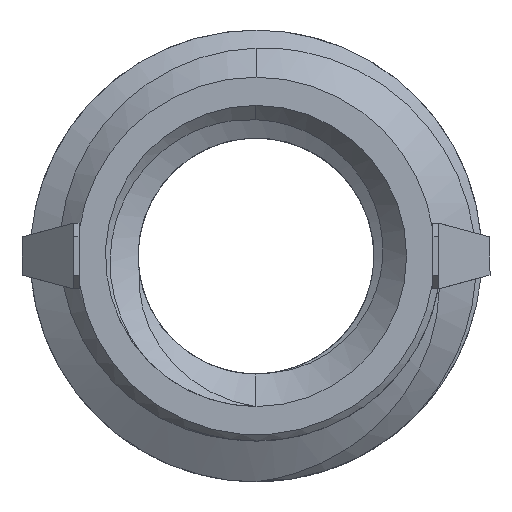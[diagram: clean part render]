
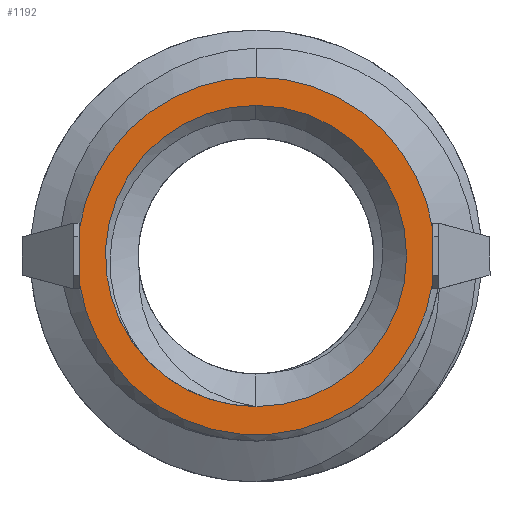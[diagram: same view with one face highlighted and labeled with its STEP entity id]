
A CAD part, front view. The second image highlights one B-rep face of the part: STEP entity #1192.
In plain terms, the highlighted planar face has unit normal (0, -1, 0).
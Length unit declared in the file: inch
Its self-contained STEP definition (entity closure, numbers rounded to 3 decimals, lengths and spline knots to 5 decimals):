
#108 = ORIENTED_EDGE ( 'NONE', *, *, #11961, .T. ) ;
#430 = ORIENTED_EDGE ( 'NONE', *, *, #12807, .T. ) ;
#702 = CARTESIAN_POINT ( 'NONE',  ( 0., -0.375, 0. ) ) ;
#840 = DIRECTION ( 'NONE',  ( 0., 1., 0. ) ) ;
#1023 = AXIS2_PLACEMENT_3D ( 'NONE', #10602, #3690, #2478 ) ;
#1054 = LINE ( 'NONE', #14895, #11699 ) ;
#1192 = ADVANCED_FACE ( 'NONE', ( #4834, #14031 ), #6038, .F. ) ;
#1267 = AXIS2_PLACEMENT_3D ( 'NONE', #1489, #9601, #7714 ) ;
#1272 = ORIENTED_EDGE ( 'NONE', *, *, #8078, .T. ) ;
#1361 = EDGE_CURVE ( 'NONE', #11214, #12586, #3685, .T. ) ;
#1489 = CARTESIAN_POINT ( 'NONE',  ( 0., -0.375, 0. ) ) ;
#1774 = DIRECTION ( 'NONE',  ( 0., 1., 0. ) ) ;
#2122 = DIRECTION ( 'NONE',  ( 0., 0., 1. ) ) ;
#2478 = DIRECTION ( 'NONE',  ( 0., 0., 1. ) ) ;
#2645 = CARTESIAN_POINT ( 'NONE',  ( 0.14691, -0.375, -0.02127 ) ) ;
#2725 = VECTOR ( 'NONE', #13554, 39.37008 ) ;
#2834 = VERTEX_POINT ( 'NONE', #11261 ) ;
#3685 = CIRCLE ( 'NONE', #1267, 0.14844 ) ;
#3690 = DIRECTION ( 'NONE',  ( 0., 1., 0. ) ) ;
#3956 = CARTESIAN_POINT ( 'NONE',  ( 0., -0.375, 0. ) ) ;
#4055 = DIRECTION ( 'NONE',  ( 0., 1., 0. ) ) ;
#4185 = CIRCLE ( 'NONE', #6356, 0.125 ) ;
#4481 = DIRECTION ( 'NONE',  ( 0., -1., 0. ) ) ;
#4788 = EDGE_LOOP ( 'NONE', ( #108, #1272, #6346 ) ) ;
#4834 = FACE_BOUND ( 'NONE', #4788, .T. ) ;
#6038 = PLANE ( 'NONE',  #1023 ) ;
#6305 = DIRECTION ( 'NONE',  ( 0., 0., 1. ) ) ;
#6346 = ORIENTED_EDGE ( 'NONE', *, *, #13262, .T. ) ;
#6356 = AXIS2_PLACEMENT_3D ( 'NONE', #10889, #4055, #14623 ) ;
#6915 = ORIENTED_EDGE ( 'NONE', *, *, #7032, .T. ) ;
#7032 = EDGE_CURVE ( 'NONE', #12586, #9815, #10253, .T. ) ;
#7077 = ORIENTED_EDGE ( 'NONE', *, *, #13628, .T. ) ;
#7194 = VERTEX_POINT ( 'NONE', #8443 ) ;
#7714 = DIRECTION ( 'NONE',  ( 0., 0., 1. ) ) ;
#7779 = EDGE_CURVE ( 'NONE', #8564, #12576, #8568, .T. ) ;
#7824 = AXIS2_PLACEMENT_3D ( 'NONE', #702, #1774, #9812 ) ;
#7848 = AXIS2_PLACEMENT_3D ( 'NONE', #8960, #840, #13448 ) ;
#7959 = CARTESIAN_POINT ( 'NONE',  ( -0.14691, -0.375, -0.02127 ) ) ;
#8042 = CARTESIAN_POINT ( 'NONE',  ( 0., -0.375, 0. ) ) ;
#8078 = EDGE_CURVE ( 'NONE', #2834, #10178, #14396, .T. ) ;
#8107 = CARTESIAN_POINT ( 'NONE',  ( 0., -0.375, -0.125 ) ) ;
#8426 = CARTESIAN_POINT ( 'NONE',  ( 0., -0.375, 0.14844 ) ) ;
#8443 = CARTESIAN_POINT ( 'NONE',  ( -0.08839, -0.375, -0.08839 ) ) ;
#8564 = VERTEX_POINT ( 'NONE', #7959 ) ;
#8568 = CIRCLE ( 'NONE', #11242, 0.14844 ) ;
#8793 = CIRCLE ( 'NONE', #7824, 0.125 ) ;
#8960 = CARTESIAN_POINT ( 'NONE',  ( 0., -0.375, 0. ) ) ;
#9053 = AXIS2_PLACEMENT_3D ( 'NONE', #3956, #14294, #6305 ) ;
#9356 = ORIENTED_EDGE ( 'NONE', *, *, #1361, .T. ) ;
#9601 = DIRECTION ( 'NONE',  ( 0., -1., 0. ) ) ;
#9812 = DIRECTION ( 'NONE',  ( 0., 0., 1. ) ) ;
#9815 = VERTEX_POINT ( 'NONE', #14219 ) ;
#10121 = CARTESIAN_POINT ( 'NONE',  ( -0.14691, -0.375, -0.02734 ) ) ;
#10178 = VERTEX_POINT ( 'NONE', #8107 ) ;
#10253 = CIRCLE ( 'NONE', #9053, 0.14844 ) ;
#10578 = ORIENTED_EDGE ( 'NONE', *, *, #7779, .T. ) ;
#10602 = CARTESIAN_POINT ( 'NONE',  ( 0., -0.375, 0. ) ) ;
#10889 = CARTESIAN_POINT ( 'NONE',  ( 0., -0.375, 0. ) ) ;
#11214 = VERTEX_POINT ( 'NONE', #11929 ) ;
#11242 = AXIS2_PLACEMENT_3D ( 'NONE', #8042, #4481, #11614 ) ;
#11261 = CARTESIAN_POINT ( 'NONE',  ( 0., -0.375, 0.125 ) ) ;
#11420 = LINE ( 'NONE', #10121, #2725 ) ;
#11614 = DIRECTION ( 'NONE',  ( 0., 0., 1. ) ) ;
#11699 = VECTOR ( 'NONE', #2122, 39.37008 ) ;
#11929 = CARTESIAN_POINT ( 'NONE',  ( 0.14691, -0.375, 0.02127 ) ) ;
#11961 = EDGE_CURVE ( 'NONE', #7194, #2834, #8793, .T. ) ;
#12576 = VERTEX_POINT ( 'NONE', #2645 ) ;
#12586 = VERTEX_POINT ( 'NONE', #8426 ) ;
#12652 = EDGE_LOOP ( 'NONE', ( #10578, #430, #9356, #6915, #7077 ) ) ;
#12807 = EDGE_CURVE ( 'NONE', #12576, #11214, #1054, .T. ) ;
#13262 = EDGE_CURVE ( 'NONE', #10178, #7194, #4185, .T. ) ;
#13448 = DIRECTION ( 'NONE',  ( 0., 0., 1. ) ) ;
#13554 = DIRECTION ( 'NONE',  ( 0., 0., -1. ) ) ;
#13628 = EDGE_CURVE ( 'NONE', #9815, #8564, #11420, .T. ) ;
#14031 = FACE_OUTER_BOUND ( 'NONE', #12652, .T. ) ;
#14219 = CARTESIAN_POINT ( 'NONE',  ( -0.14691, -0.375, 0.02127 ) ) ;
#14294 = DIRECTION ( 'NONE',  ( 0., -1., 0. ) ) ;
#14396 = CIRCLE ( 'NONE', #7848, 0.125 ) ;
#14623 = DIRECTION ( 'NONE',  ( 0., 0., 1. ) ) ;
#14895 = CARTESIAN_POINT ( 'NONE',  ( 0.14691, -0.375, 0.02734 ) ) ;
